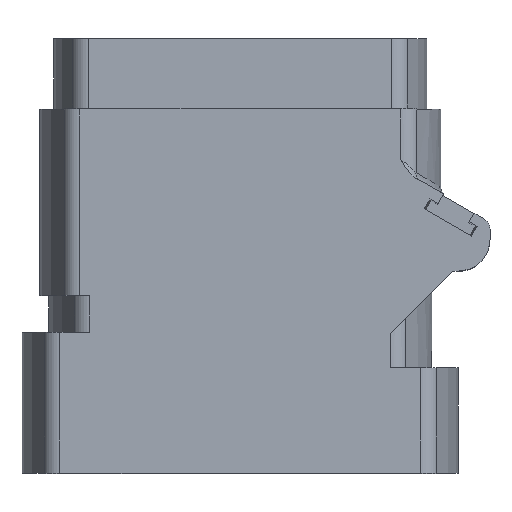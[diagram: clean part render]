
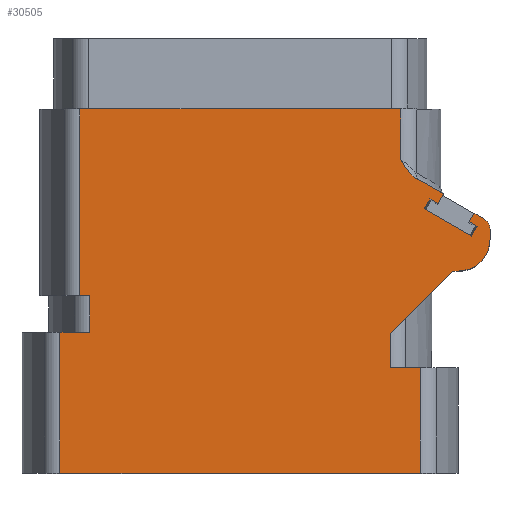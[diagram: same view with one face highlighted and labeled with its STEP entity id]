
A CAD part, top view. The second image highlights one B-rep face of the part: STEP entity #30505.
In plain terms, the highlighted planar face has unit normal (0, 0, 1).
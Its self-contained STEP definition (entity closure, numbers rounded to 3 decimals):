
#10=DIRECTION('',(1.,0.,0.));
#11=VECTOR('',#10,20.49);
#12=CARTESIAN_POINT('',(-10.245,0.,6.));
#13=LINE('',#12,#11);
#147=DIRECTION('',(-0.866,0.5,0.));
#148=VECTOR('',#147,0.679);
#149=CARTESIAN_POINT('',(13.875,14.437,6.));
#150=LINE('',#149,#148);
#159=DIRECTION('',(0.866,-0.5,0.));
#160=VECTOR('',#159,0.525);
#161=CARTESIAN_POINT('',(10.782,15.588,6.));
#162=LINE('',#161,#160);
#163=DIRECTION('',(0.866,-0.5,0.));
#164=VECTOR('',#163,0.525);
#165=CARTESIAN_POINT('',(13.012,14.3,6.));
#166=LINE('',#165,#164);
#167=DIRECTION('',(-0.5,-0.866,0.));
#168=VECTOR('',#167,0.55);
#169=CARTESIAN_POINT('',(13.287,14.777,6.));
#170=LINE('',#169,#168);
#171=CARTESIAN_POINT('',(13.55,13.874,6.));
#172=DIRECTION('',(0.,0.,-1.));
#173=DIRECTION('',(0.5,0.866,0.));
#174=AXIS2_PLACEMENT_3D('',#171,#172,#173);
#176=DIRECTION('',(0.,-1.,0.));
#177=VECTOR('',#176,0.585);
#178=CARTESIAN_POINT('',(14.2,13.874,6.));
#179=LINE('',#178,#177);
#180=CARTESIAN_POINT('',(12.4,13.289,6.));
#181=DIRECTION('',(0.,0.,1.));
#182=DIRECTION('',(0.,-1.,0.));
#183=AXIS2_PLACEMENT_3D('',#180,#181,#182);
#185=DIRECTION('',(-1.,0.,0.));
#186=VECTOR('',#185,0.316);
#187=CARTESIAN_POINT('',(12.4,11.489,6.));
#188=LINE('',#187,#186);
#189=DIRECTION('',(1.,0.,0.));
#190=VECTOR('',#189,18.238);
#191=CARTESIAN_POINT('',(-9.119,20.7,6.));
#192=LINE('',#191,#190);
#193=DIRECTION('',(0.5,0.866,0.));
#194=VECTOR('',#193,0.63);
#195=CARTESIAN_POINT('',(11.236,15.325,6.));
#196=LINE('',#195,#194);
#245=DIRECTION('',(-0.5,-0.866,0.));
#246=VECTOR('',#245,0.65);
#247=CARTESIAN_POINT('',(13.466,14.038,6.));
#248=LINE('',#247,#246);
#249=DIRECTION('',(-0.866,0.5,0.));
#250=VECTOR('',#249,3.1);
#251=CARTESIAN_POINT('',(13.141,13.475,6.));
#252=LINE('',#251,#250);
#265=DIRECTION('',(0.5,0.866,0.));
#266=VECTOR('',#265,0.65);
#267=CARTESIAN_POINT('',(10.457,15.025,6.));
#268=LINE('',#267,#266);
#277=DIRECTION('',(-0.866,0.5,0.));
#278=VECTOR('',#277,1.806);
#279=CARTESIAN_POINT('',(11.552,15.871,6.));
#280=LINE('',#279,#278);
#307=CARTESIAN_POINT('',(9.119,17.853,6.));
#323=CARTESIAN_POINT('',(9.987,16.774,6.));
#325=CARTESIAN_POINT('',(9.987,16.775,6.));
#326=CARTESIAN_POINT('',(9.975,16.782,6.));
#327=CARTESIAN_POINT('',(9.95,16.797,6.));
#328=CARTESIAN_POINT('',(9.911,16.822,6.));
#329=CARTESIAN_POINT('',(9.871,16.851,6.));
#330=CARTESIAN_POINT('',(9.83,16.883,6.));
#331=CARTESIAN_POINT('',(9.789,16.918,6.));
#332=CARTESIAN_POINT('',(9.748,16.956,6.));
#333=CARTESIAN_POINT('',(9.705,16.999,6.));
#334=CARTESIAN_POINT('',(9.658,17.048,6.));
#335=CARTESIAN_POINT('',(9.608,17.105,6.));
#336=CARTESIAN_POINT('',(9.554,17.171,6.));
#337=CARTESIAN_POINT('',(9.499,17.244,6.));
#338=CARTESIAN_POINT('',(9.445,17.321,6.));
#339=CARTESIAN_POINT('',(9.393,17.399,6.));
#340=CARTESIAN_POINT('',(9.342,17.477,6.));
#341=CARTESIAN_POINT('',(9.295,17.554,6.));
#342=CARTESIAN_POINT('',(9.25,17.629,6.));
#343=CARTESIAN_POINT('',(9.206,17.703,6.));
#344=CARTESIAN_POINT('',(9.163,17.777,6.));
#345=CARTESIAN_POINT('',(9.134,17.828,6.));
#346=CARTESIAN_POINT('',(9.119,17.853,6.));
#348=DIRECTION('',(0.,-1.,0.));
#349=VECTOR('',#348,2.847);
#350=CARTESIAN_POINT('',(9.119,20.7,6.));
#351=LINE('',#350,#349);
#409=DIRECTION('',(0.,-1.,0.));
#410=VECTOR('',#409,10.6);
#411=CARTESIAN_POINT('',(-9.119,20.7,6.));
#412=LINE('',#411,#410);
#427=DIRECTION('',(1.,0.,0.));
#428=VECTOR('',#427,0.575);
#429=CARTESIAN_POINT('',(-9.119,10.1,6.));
#430=LINE('',#429,#428);
#445=DIRECTION('',(0.,-1.,0.));
#446=VECTOR('',#445,2.1);
#447=CARTESIAN_POINT('',(-8.545,10.1,6.));
#448=LINE('',#447,#446);
#468=DIRECTION('',(-1.,0.,0.));
#469=VECTOR('',#468,1.7);
#470=CARTESIAN_POINT('',(-8.545,8.,6.));
#471=LINE('',#470,#469);
#499=DIRECTION('',(0.,-1.,0.));
#500=VECTOR('',#499,8.);
#501=CARTESIAN_POINT('',(-10.245,8.,6.));
#502=LINE('',#501,#500);
#25383=DIRECTION('',(0.707,0.707,0.));
#25384=VECTOR('',#25383,5.006);
#25385=CARTESIAN_POINT('',(8.545,7.95,6.));
#25386=LINE('',#25385,#25384);
#25429=DIRECTION('',(-1.,0.,0.));
#25430=VECTOR('',#25429,1.7);
#25431=CARTESIAN_POINT('',(10.245,6.,6.));
#25432=LINE('',#25431,#25430);
#25456=DIRECTION('',(0.,-1.,0.));
#25457=VECTOR('',#25456,1.95);
#25458=CARTESIAN_POINT('',(8.545,7.95,6.));
#25459=LINE('',#25458,#25457);
#25490=DIRECTION('',(0.,-1.,0.));
#25491=VECTOR('',#25490,6.);
#25492=CARTESIAN_POINT('',(10.245,6.,6.));
#25493=LINE('',#25492,#25491);
#25511=CARTESIAN_POINT('',(10.245,0.,6.));
#25512=VERTEX_POINT('',#25511);
#25513=CARTESIAN_POINT('',(10.245,6.,6.));
#25514=VERTEX_POINT('',#25513);
#25523=CARTESIAN_POINT('',(-10.245,8.,6.));
#25524=CARTESIAN_POINT('',(-10.245,0.,6.));
#25525=VERTEX_POINT('',#25523);
#25526=VERTEX_POINT('',#25524);
#25531=CARTESIAN_POINT('',(13.875,14.437,6.));
#25532=CARTESIAN_POINT('',(14.2,13.874,6.));
#25533=VERTEX_POINT('',#25531);
#25534=VERTEX_POINT('',#25532);
#25551=CARTESIAN_POINT('',(8.545,7.95,6.));
#25552=CARTESIAN_POINT('',(8.545,6.,6.));
#25553=VERTEX_POINT('',#25551);
#25554=VERTEX_POINT('',#25552);
#25557=CARTESIAN_POINT('',(12.084,11.489,6.));
#25558=VERTEX_POINT('',#25557);
#25563=CARTESIAN_POINT('',(9.119,20.7,6.));
#25565=VERTEX_POINT('',#25563);
#25575=CARTESIAN_POINT('',(-8.545,10.1,6.));
#25576=CARTESIAN_POINT('',(-8.545,8.,6.));
#25577=VERTEX_POINT('',#25575);
#25578=VERTEX_POINT('',#25576);
#25583=CARTESIAN_POINT('',(-9.119,20.7,6.));
#25584=CARTESIAN_POINT('',(-9.119,10.1,6.));
#25585=VERTEX_POINT('',#25583);
#25586=VERTEX_POINT('',#25584);
#25688=VERTEX_POINT('',#307);
#25690=VERTEX_POINT('',#323);
#25702=CARTESIAN_POINT('',(12.4,11.489,6.));
#25703=CARTESIAN_POINT('',(14.2,13.289,6.));
#25704=VERTEX_POINT('',#25702);
#25705=VERTEX_POINT('',#25703);
#25718=CARTESIAN_POINT('',(13.287,14.777,6.));
#25719=VERTEX_POINT('',#25718);
#25722=CARTESIAN_POINT('',(11.552,15.871,6.));
#25723=VERTEX_POINT('',#25722);
#25734=CARTESIAN_POINT('',(13.141,13.475,6.));
#25735=VERTEX_POINT('',#25734);
#25736=CARTESIAN_POINT('',(10.457,15.025,6.));
#25737=VERTEX_POINT('',#25736);
#25742=CARTESIAN_POINT('',(10.782,15.588,6.));
#25743=CARTESIAN_POINT('',(11.236,15.325,6.));
#25744=VERTEX_POINT('',#25742);
#25745=VERTEX_POINT('',#25743);
#25746=CARTESIAN_POINT('',(13.012,14.3,6.));
#25747=CARTESIAN_POINT('',(13.466,14.038,6.));
#25748=VERTEX_POINT('',#25746);
#25749=VERTEX_POINT('',#25747);
#30449=CARTESIAN_POINT('',(-10.852,0.,6.));
#30450=DIRECTION('',(0.,0.,1.));
#30451=DIRECTION('',(1.,0.,0.));
#30452=AXIS2_PLACEMENT_3D('',#30449,#30450,#30451);
#30453=PLANE('',#30452);
#30455=ORIENTED_EDGE('',*,*,#30454,.F.);
#30457=ORIENTED_EDGE('',*,*,#30456,.F.);
#30459=ORIENTED_EDGE('',*,*,#30458,.F.);
#30461=ORIENTED_EDGE('',*,*,#30460,.F.);
#30463=ORIENTED_EDGE('',*,*,#30462,.F.);
#30465=ORIENTED_EDGE('',*,*,#30464,.F.);
#30466=ORIENTED_EDGE('',*,*,#30424,.F.);
#30467=ORIENTED_EDGE('',*,*,#30440,.T.);
#30469=ORIENTED_EDGE('',*,*,#30468,.T.);
#30471=ORIENTED_EDGE('',*,*,#30470,.F.);
#30473=ORIENTED_EDGE('',*,*,#30472,.T.);
#30475=ORIENTED_EDGE('',*,*,#30474,.F.);
#30477=ORIENTED_EDGE('',*,*,#30476,.T.);
#30479=ORIENTED_EDGE('',*,*,#30478,.F.);
#30481=ORIENTED_EDGE('',*,*,#30480,.T.);
#30482=ORIENTED_EDGE('',*,*,#30229,.F.);
#30484=ORIENTED_EDGE('',*,*,#30483,.F.);
#30486=ORIENTED_EDGE('',*,*,#30485,.F.);
#30488=ORIENTED_EDGE('',*,*,#30487,.F.);
#30490=ORIENTED_EDGE('',*,*,#30489,.F.);
#30492=ORIENTED_EDGE('',*,*,#30491,.F.);
#30494=ORIENTED_EDGE('',*,*,#30493,.T.);
#30496=ORIENTED_EDGE('',*,*,#30495,.T.);
#30498=ORIENTED_EDGE('',*,*,#30497,.F.);
#30500=ORIENTED_EDGE('',*,*,#30499,.F.);
#30502=ORIENTED_EDGE('',*,*,#30501,.F.);
#30503=EDGE_LOOP('',(#30455,#30457,#30459,#30461,#30463,#30465,#30466,#30467,
#30469,#30471,#30473,#30475,#30477,#30479,#30481,#30482,#30484,#30486,#30488,
#30490,#30492,#30494,#30496,#30498,#30500,#30502));
#30504=FACE_OUTER_BOUND('',#30503,.F.);
#30505=ADVANCED_FACE('',(#30504),#30453,.T.);
#175=CIRCLE('',#174,0.65);
#184=CIRCLE('',#183,1.8);
#347=B_SPLINE_CURVE_WITH_KNOTS('',3,(#325,#326,#327,#328,#329,#330,#331,#332,
#333,#334,#335,#336,#337,#338,#339,#340,#341,#342,#343,#344,#345,#346),
.UNSPECIFIED.,.F.,.F.,(4,1,1,1,1,1,1,1,1,1,1,1,1,1,1,1,1,1,1,4),(0.,
0.053,0.105,0.158,0.211,
0.263,0.316,0.368,0.421,
0.474,0.526,0.579,0.632,
0.684,0.737,0.789,0.842,
0.895,0.947,1.),.UNSPECIFIED.);
#30229=EDGE_CURVE('',#25526,#25512,#13,.T.);
#30424=EDGE_CURVE('',#25533,#25719,#150,.T.);
#30440=EDGE_CURVE('',#25533,#25534,#175,.T.);
#30454=EDGE_CURVE('',#25744,#25745,#162,.T.);
#30456=EDGE_CURVE('',#25737,#25744,#268,.T.);
#30458=EDGE_CURVE('',#25735,#25737,#252,.T.);
#30460=EDGE_CURVE('',#25749,#25735,#248,.T.);
#30462=EDGE_CURVE('',#25748,#25749,#166,.T.);
#30464=EDGE_CURVE('',#25719,#25748,#170,.T.);
#30468=EDGE_CURVE('',#25534,#25705,#179,.T.);
#30470=EDGE_CURVE('',#25704,#25705,#184,.T.);
#30472=EDGE_CURVE('',#25704,#25558,#188,.T.);
#30474=EDGE_CURVE('',#25553,#25558,#25386,.T.);
#30476=EDGE_CURVE('',#25553,#25554,#25459,.T.);
#30478=EDGE_CURVE('',#25514,#25554,#25432,.T.);
#30480=EDGE_CURVE('',#25514,#25512,#25493,.T.);
#30483=EDGE_CURVE('',#25525,#25526,#502,.T.);
#30485=EDGE_CURVE('',#25578,#25525,#471,.T.);
#30487=EDGE_CURVE('',#25577,#25578,#448,.T.);
#30489=EDGE_CURVE('',#25586,#25577,#430,.T.);
#30491=EDGE_CURVE('',#25585,#25586,#412,.T.);
#30493=EDGE_CURVE('',#25585,#25565,#192,.T.);
#30495=EDGE_CURVE('',#25565,#25688,#351,.T.);
#30497=EDGE_CURVE('',#25690,#25688,#347,.T.);
#30499=EDGE_CURVE('',#25723,#25690,#280,.T.);
#30501=EDGE_CURVE('',#25745,#25723,#196,.T.);
